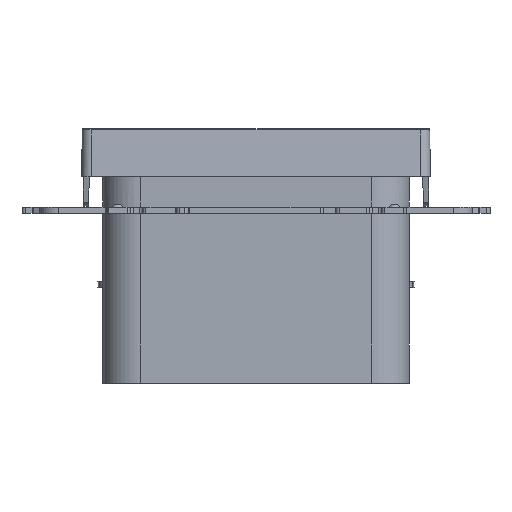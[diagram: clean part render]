
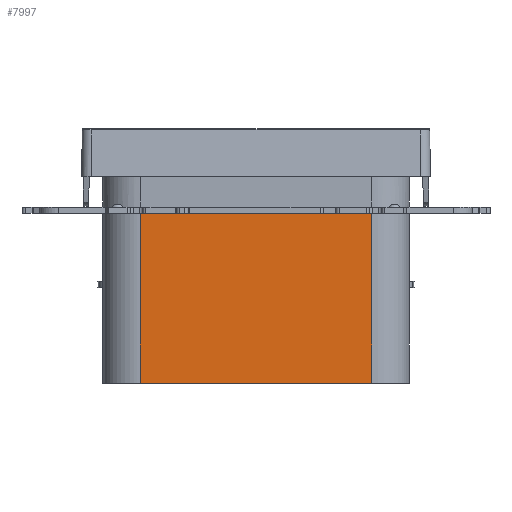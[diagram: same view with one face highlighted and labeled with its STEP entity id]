
A CAD part, front view. The second image highlights one B-rep face of the part: STEP entity #7997.
In plain terms, the highlighted planar face has unit normal (0, -1, 0).
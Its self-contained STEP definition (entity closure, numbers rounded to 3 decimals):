
#118 = ORIENTED_EDGE ( 'NONE', *, *, #6669, .T. ) ;
#445 = CARTESIAN_POINT ( 'NONE',  ( -13., 9.169, -9. ) ) ;
#858 = CARTESIAN_POINT ( 'NONE',  ( -49.8, 9.169, 28. ) ) ;
#1273 = EDGE_CURVE ( 'NONE', #9577, #3602, #2390, .T. ) ;
#1762 = DIRECTION ( 'NONE',  ( -1., 0., 0. ) ) ;
#1938 = VERTEX_POINT ( 'NONE', #9091 ) ;
#2324 = DIRECTION ( 'NONE',  ( 0., 0., 1. ) ) ;
#2390 = LINE ( 'NONE', #445, #10298 ) ;
#2441 = CARTESIAN_POINT ( 'NONE',  ( -13., 9.169, 1. ) ) ;
#2680 = DIRECTION ( 'NONE',  ( 0., 1., 0. ) ) ;
#3119 = EDGE_CURVE ( 'NONE', #9577, #1938, #9297, .T. ) ;
#3602 = VERTEX_POINT ( 'NONE', #10498 ) ;
#3659 = LINE ( 'NONE', #858, #8676 ) ;
#4569 = EDGE_CURVE ( 'NONE', #1938, #9993, #7209, .T. ) ;
#5856 = VECTOR ( 'NONE', #12000, 1000. ) ;
#6093 = ORIENTED_EDGE ( 'NONE', *, *, #3119, .F. ) ;
#6479 = AXIS2_PLACEMENT_3D ( 'NONE', #11985, #2680, #7383 ) ;
#6669 = EDGE_CURVE ( 'NONE', #3602, #9993, #3659, .T. ) ;
#7209 = LINE ( 'NONE', #8077, #11723 ) ;
#7273 = DIRECTION ( 'NONE',  ( 0., 0., 1. ) ) ;
#7383 = DIRECTION ( 'NONE',  ( 0., 0., -1. ) ) ;
#7816 = CARTESIAN_POINT ( 'NONE',  ( -49.8, 9.169, 28. ) ) ;
#7997 = ADVANCED_FACE ( 'NONE', ( #9284 ), #8251, .F. ) ;
#8077 = CARTESIAN_POINT ( 'NONE',  ( -49.8, 9.169, -9. ) ) ;
#8251 = PLANE ( 'NONE',  #6479 ) ;
#8676 = VECTOR ( 'NONE', #1762, 1000. ) ;
#8832 = ORIENTED_EDGE ( 'NONE', *, *, #4569, .F. ) ;
#9091 = CARTESIAN_POINT ( 'NONE',  ( -49.8, 9.169, 1. ) ) ;
#9284 = FACE_OUTER_BOUND ( 'NONE', #10996, .T. ) ;
#9297 = LINE ( 'NONE', #11199, #5856 ) ;
#9577 = VERTEX_POINT ( 'NONE', #2441 ) ;
#9993 = VERTEX_POINT ( 'NONE', #7816 ) ;
#10298 = VECTOR ( 'NONE', #2324, 1000. ) ;
#10498 = CARTESIAN_POINT ( 'NONE',  ( -13., 9.169, 28. ) ) ;
#10825 = ORIENTED_EDGE ( 'NONE', *, *, #1273, .T. ) ;
#10996 = EDGE_LOOP ( 'NONE', ( #6093, #10825, #118, #8832 ) ) ;
#11199 = CARTESIAN_POINT ( 'NONE',  ( -66.8, 9.169, 1. ) ) ;
#11723 = VECTOR ( 'NONE', #7273, 1000. ) ;
#11985 = CARTESIAN_POINT ( 'NONE',  ( -49.8, 9.169, -9. ) ) ;
#12000 = DIRECTION ( 'NONE',  ( -1., 0., 0. ) ) ;
